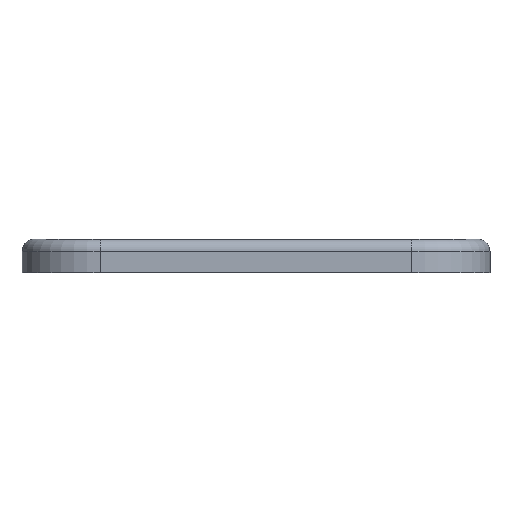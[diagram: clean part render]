
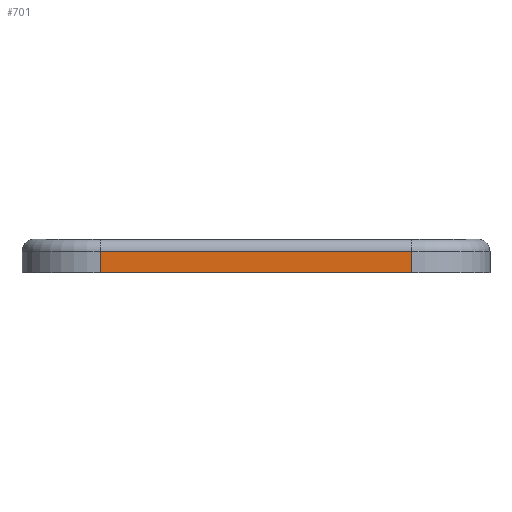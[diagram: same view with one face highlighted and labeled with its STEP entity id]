
A CAD part, front view. The second image highlights one B-rep face of the part: STEP entity #701.
In plain terms, the highlighted planar face has unit normal (0, -1, 0).
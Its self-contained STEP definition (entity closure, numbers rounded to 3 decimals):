
#688=AXIS2_PLACEMENT_3D('Plane Axis2P3D',#685,#686,#687) ;
#102=CARTESIAN_POINT('Vertex',(43.8,0.,0.)) ;
#124=CARTESIAN_POINT('Line Origine',(26.3,0.,0.)) ;
#128=CARTESIAN_POINT('Vertex',(8.8,0.,0.)) ;
#501=CARTESIAN_POINT('Vertex',(43.8,0.,2.4)) ;
#525=CARTESIAN_POINT('Vertex',(8.8,0.,2.4)) ;
#528=CARTESIAN_POINT('Line Origine',(26.3,0.,2.4)) ;
#673=CARTESIAN_POINT('Line Origine',(43.8,0.,1.2)) ;
#685=CARTESIAN_POINT('Axis2P3D Location',(8.8,0.,0.)) ;
#690=CARTESIAN_POINT('Line Origine',(8.8,0.,1.2)) ;
#125=DIRECTION('Vector Direction',(1.,0.,0.)) ;
#529=DIRECTION('Vector Direction',(1.,0.,0.)) ;
#674=DIRECTION('Vector Direction',(0.,0.,-1.)) ;
#686=DIRECTION('Axis2P3D Direction',(0.,1.,-0.)) ;
#687=DIRECTION('Axis2P3D XDirection',(0.,0.,1.)) ;
#691=DIRECTION('Vector Direction',(0.,0.,1.)) ;
#126=VECTOR('Line Direction',#125,1.) ;
#530=VECTOR('Line Direction',#529,1.) ;
#675=VECTOR('Line Direction',#674,1.) ;
#692=VECTOR('Line Direction',#691,1.) ;
#696=ORIENTED_EDGE('',*,*,#532,.F.) ;
#697=ORIENTED_EDGE('',*,*,#694,.T.) ;
#698=ORIENTED_EDGE('',*,*,#130,.T.) ;
#699=ORIENTED_EDGE('',*,*,#677,.F.) ;
#701=ADVANCED_FACE('Aussenkoerper',(#700),#689,.F.) ;
#130=EDGE_CURVE('',#129,#103,#127,.T.) ;
#532=EDGE_CURVE('',#526,#502,#531,.T.) ;
#677=EDGE_CURVE('',#502,#103,#676,.T.) ;
#694=EDGE_CURVE('',#526,#129,#693,.F.) ;
#695=EDGE_LOOP('',(#696,#697,#698,#699)) ;
#700=FACE_OUTER_BOUND('',#695,.T.) ;
#127=LINE('Line',#124,#126) ;
#531=LINE('Line',#528,#530) ;
#676=LINE('Line',#673,#675) ;
#693=LINE('Line',#690,#692) ;
#689=PLANE('',#688) ;
#103=VERTEX_POINT('',#102) ;
#129=VERTEX_POINT('',#128) ;
#502=VERTEX_POINT('',#501) ;
#526=VERTEX_POINT('',#525) ;
